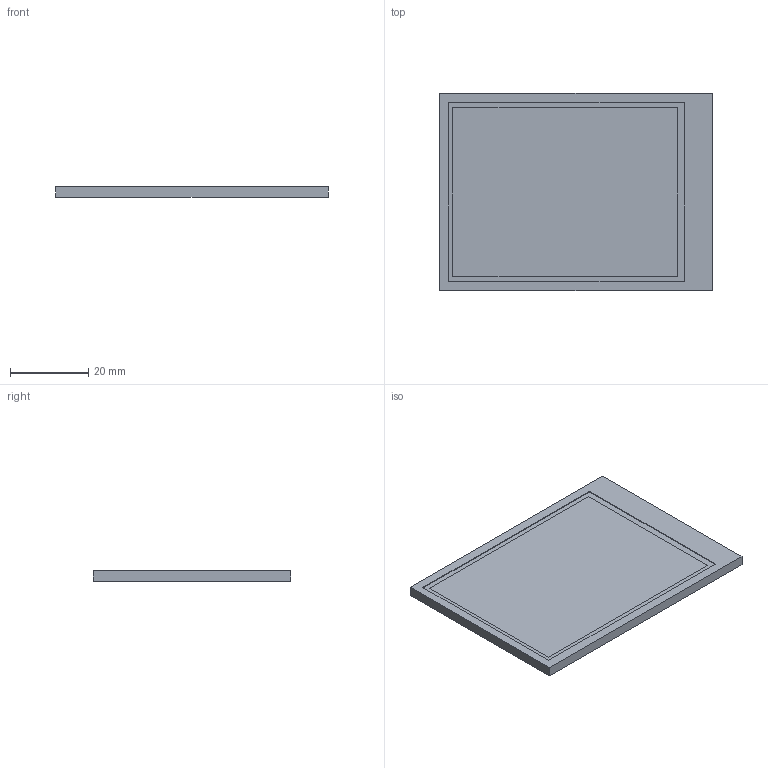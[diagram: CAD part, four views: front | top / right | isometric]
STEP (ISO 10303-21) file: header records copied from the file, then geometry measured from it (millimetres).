
FILE_DESCRIPTION(('FreeCAD Model'),'2;1');
FILE_NAME('Part_cp.step','2020-04-27T13:52:35', ('kicad StepUp'),('ksu MCAD'),'Open CASCADE STEP processor 7.3', 'FreeCAD','Unknown');
FILE_SCHEMA(('AUTOMOTIVE_DESIGN { 1 0 10303 214 1 1 1 1 }'));
Length unit declared in the file: millimetre
Products named in the file (1): Part_cp
Bounding box: 69.7 x 50.5 x 2.6 mm (x, y, z)
Volume: 8601.1 mm3; surface area: 14866 mm2
Topology: 3 solids, 3 shells, 27 faces, 60 edges, 40 vertices
Faces by surface type: plane 27
Entity records: 937 total; most frequent: CARTESIAN_POINT 128, ORIENTED_EDGE 120, DIRECTION 116, EDGE_CURVE 60, LINE 60, VECTOR 60, VERTEX_POINT 40, FACE_BOUND 30
